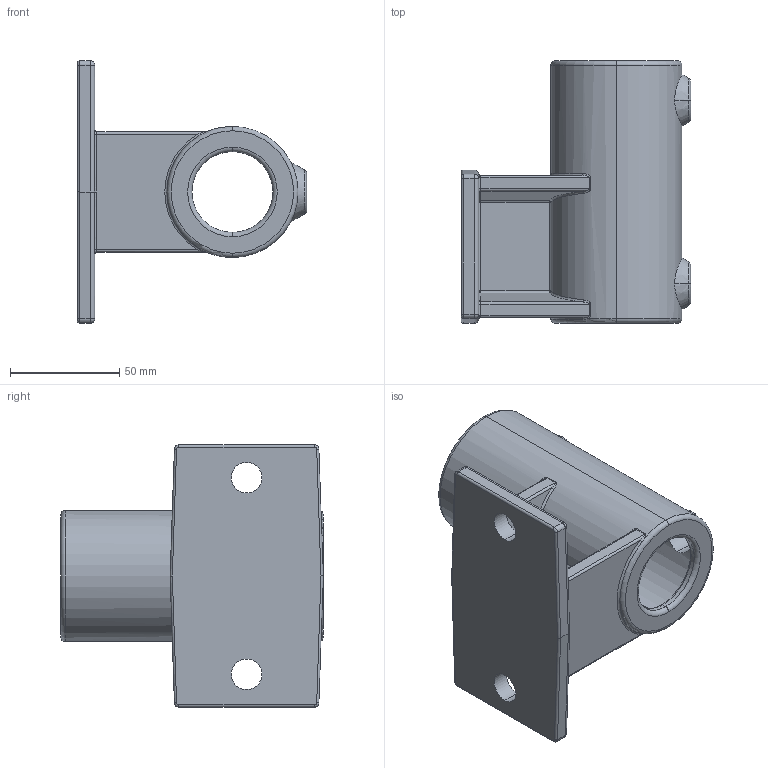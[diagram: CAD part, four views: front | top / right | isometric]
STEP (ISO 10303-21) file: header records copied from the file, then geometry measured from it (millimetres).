
FILE_DESCRIPTION (( 'STEP AP203' ), '1' );
FILE_NAME ('16145D.STEP', '2022-06-07T10:35:43', ( '' ), ( '' ), 'SwSTEP 2.0', 'SolidWorks 2020', '' );
FILE_SCHEMA (( 'CONFIG_CONTROL_DESIGN' ));
Length unit declared in the file: millimetre
Products named in the file (1): 16145D
Bounding box: 105 x 120 x 120 mm (x, y, z)
Volume: 217031.2 mm3; surface area: 72746 mm2
Topology: 1 solids, 1 shells, 150 faces, 333 edges, 188 vertices
Faces by surface type: cylinder 58, torus 28, plane 26, bspline 22, sphere 12, cone 4
Entity records: 5369 total; most frequent: CARTESIAN_POINT 2080, DIRECTION 700, ORIENTED_EDGE 666, EDGE_CURVE 333, AXIS2_PLACEMENT_3D 296, VERTEX_POINT 188, CIRCLE 167, EDGE_LOOP 163
